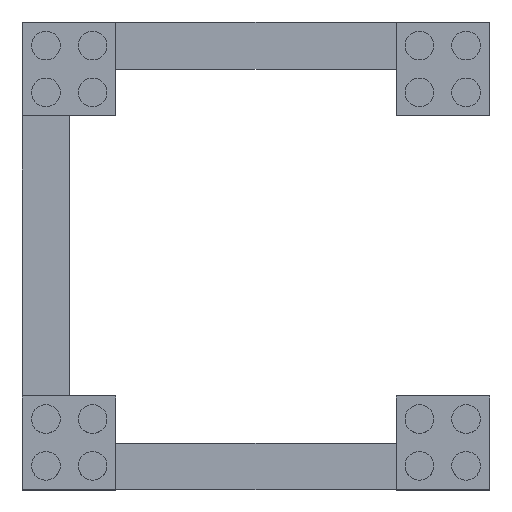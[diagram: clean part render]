
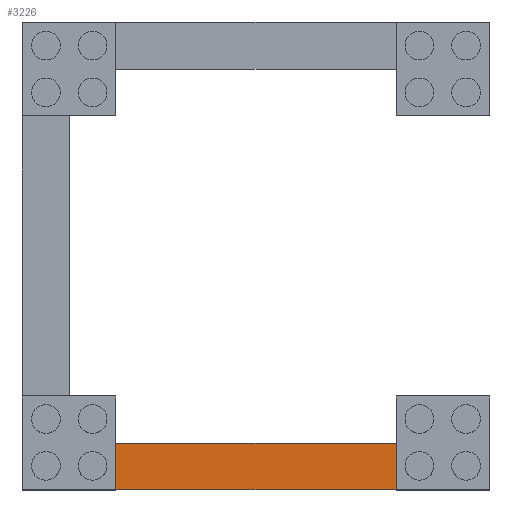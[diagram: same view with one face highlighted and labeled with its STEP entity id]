
A CAD part, top view. The second image highlights one B-rep face of the part: STEP entity #3226.
In plain terms, the highlighted planar face has unit normal (0, 0, 1).
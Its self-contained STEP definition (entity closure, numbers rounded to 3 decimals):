
#240 = PLANE('',#241);
#241 = AXIS2_PLACEMENT_3D('',#242,#243,#244);
#242 = CARTESIAN_POINT('',(-40.,-40.,0.));
#243 = DIRECTION('',(0.,1.,0.));
#244 = DIRECTION('',(1.,0.,0.));
#865 = VERTEX_POINT('',#866);
#866 = CARTESIAN_POINT('',(-24.,-40.,10.));
#880 = PLANE('',#881);
#881 = AXIS2_PLACEMENT_3D('',#882,#883,#884);
#882 = CARTESIAN_POINT('',(-24.,-32.,10.));
#883 = DIRECTION('',(-1.,0.,0.));
#884 = DIRECTION('',(0.,0.,-1.));
#892 = EDGE_CURVE('',#865,#893,#895,.T.);
#893 = VERTEX_POINT('',#894);
#894 = CARTESIAN_POINT('',(24.,-40.,10.));
#895 = SURFACE_CURVE('',#896,(#900,#907),.PCURVE_S1.);
#896 = LINE('',#897,#898);
#897 = CARTESIAN_POINT('',(-24.,-40.,10.));
#898 = VECTOR('',#899,1.);
#899 = DIRECTION('',(1.,0.,0.));
#900 = PCURVE('',#240,#901);
#901 = DEFINITIONAL_REPRESENTATION('',(#902),#906);
#902 = LINE('',#903,#904);
#903 = CARTESIAN_POINT('',(16.,-10.));
#904 = VECTOR('',#905,1.);
#905 = DIRECTION('',(1.,0.));
#906 = ( GEOMETRIC_REPRESENTATION_CONTEXT(2) 
PARAMETRIC_REPRESENTATION_CONTEXT() REPRESENTATION_CONTEXT('2D SPACE',''
  ) );
#907 = PCURVE('',#908,#913);
#908 = PLANE('',#909);
#909 = AXIS2_PLACEMENT_3D('',#910,#911,#912);
#910 = CARTESIAN_POINT('',(-24.,40.,10.));
#911 = DIRECTION('',(0.,0.,1.));
#912 = DIRECTION('',(1.,0.,0.));
#913 = DEFINITIONAL_REPRESENTATION('',(#914),#918);
#914 = LINE('',#915,#916);
#915 = CARTESIAN_POINT('',(0.,-80.));
#916 = VECTOR('',#917,1.);
#917 = DIRECTION('',(1.,0.));
#918 = ( GEOMETRIC_REPRESENTATION_CONTEXT(2) 
PARAMETRIC_REPRESENTATION_CONTEXT() REPRESENTATION_CONTEXT('2D SPACE',''
  ) );
#936 = PLANE('',#937);
#937 = AXIS2_PLACEMENT_3D('',#938,#939,#940);
#938 = CARTESIAN_POINT('',(24.,-24.,10.));
#939 = DIRECTION('',(1.,0.,0.));
#940 = DIRECTION('',(0.,0.,1.));
#3134 = EDGE_CURVE('',#893,#3135,#3137,.T.);
#3135 = VERTEX_POINT('',#3136);
#3136 = CARTESIAN_POINT('',(24.,-32.,10.));
#3137 = SURFACE_CURVE('',#3138,(#3142,#3149),.PCURVE_S1.);
#3138 = LINE('',#3139,#3140);
#3139 = CARTESIAN_POINT('',(24.,-40.,10.));
#3140 = VECTOR('',#3141,1.);
#3141 = DIRECTION('',(0.,1.,0.));
#3142 = PCURVE('',#936,#3143);
#3143 = DEFINITIONAL_REPRESENTATION('',(#3144),#3148);
#3144 = LINE('',#3145,#3146);
#3145 = CARTESIAN_POINT('',(0.,16.));
#3146 = VECTOR('',#3147,1.);
#3147 = DIRECTION('',(0.,-1.));
#3148 = ( GEOMETRIC_REPRESENTATION_CONTEXT(2) 
PARAMETRIC_REPRESENTATION_CONTEXT() REPRESENTATION_CONTEXT('2D SPACE',''
  ) );
#3149 = PCURVE('',#908,#3150);
#3150 = DEFINITIONAL_REPRESENTATION('',(#3151),#3155);
#3151 = LINE('',#3152,#3153);
#3152 = CARTESIAN_POINT('',(48.,-80.));
#3153 = VECTOR('',#3154,1.);
#3154 = DIRECTION('',(0.,1.));
#3155 = ( GEOMETRIC_REPRESENTATION_CONTEXT(2) 
PARAMETRIC_REPRESENTATION_CONTEXT() REPRESENTATION_CONTEXT('2D SPACE',''
  ) );
#3173 = PLANE('',#3174);
#3174 = AXIS2_PLACEMENT_3D('',#3175,#3176,#3177);
#3175 = CARTESIAN_POINT('',(-24.,-32.,10.));
#3176 = DIRECTION('',(0.,-1.,0.));
#3177 = DIRECTION('',(1.,0.,0.));
#3226 = ADVANCED_FACE('',(#3227),#908,.T.);
#3227 = FACE_BOUND('',#3228,.T.);
#3228 = EDGE_LOOP('',(#3229,#3252,#3273,#3274));
#3229 = ORIENTED_EDGE('',*,*,#3230,.F.);
#3230 = EDGE_CURVE('',#3231,#3135,#3233,.T.);
#3231 = VERTEX_POINT('',#3232);
#3232 = CARTESIAN_POINT('',(-24.,-32.,10.));
#3233 = SURFACE_CURVE('',#3234,(#3238,#3245),.PCURVE_S1.);
#3234 = LINE('',#3235,#3236);
#3235 = CARTESIAN_POINT('',(-24.,-32.,10.));
#3236 = VECTOR('',#3237,1.);
#3237 = DIRECTION('',(1.,0.,0.));
#3238 = PCURVE('',#908,#3239);
#3239 = DEFINITIONAL_REPRESENTATION('',(#3240),#3244);
#3240 = LINE('',#3241,#3242);
#3241 = CARTESIAN_POINT('',(0.,-72.));
#3242 = VECTOR('',#3243,1.);
#3243 = DIRECTION('',(1.,0.));
#3244 = ( GEOMETRIC_REPRESENTATION_CONTEXT(2) 
PARAMETRIC_REPRESENTATION_CONTEXT() REPRESENTATION_CONTEXT('2D SPACE',''
  ) );
#3245 = PCURVE('',#3173,#3246);
#3246 = DEFINITIONAL_REPRESENTATION('',(#3247),#3251);
#3247 = LINE('',#3248,#3249);
#3248 = CARTESIAN_POINT('',(0.,0.));
#3249 = VECTOR('',#3250,1.);
#3250 = DIRECTION('',(1.,0.));
#3251 = ( GEOMETRIC_REPRESENTATION_CONTEXT(2) 
PARAMETRIC_REPRESENTATION_CONTEXT() REPRESENTATION_CONTEXT('2D SPACE',''
  ) );
#3252 = ORIENTED_EDGE('',*,*,#3253,.T.);
#3253 = EDGE_CURVE('',#3231,#865,#3254,.T.);
#3254 = SURFACE_CURVE('',#3255,(#3259,#3266),.PCURVE_S1.);
#3255 = LINE('',#3256,#3257);
#3256 = CARTESIAN_POINT('',(-24.,-24.,10.));
#3257 = VECTOR('',#3258,1.);
#3258 = DIRECTION('',(0.,-1.,0.));
#3259 = PCURVE('',#908,#3260);
#3260 = DEFINITIONAL_REPRESENTATION('',(#3261),#3265);
#3261 = LINE('',#3262,#3263);
#3262 = CARTESIAN_POINT('',(0.,-64.));
#3263 = VECTOR('',#3264,1.);
#3264 = DIRECTION('',(0.,-1.));
#3265 = ( GEOMETRIC_REPRESENTATION_CONTEXT(2) 
PARAMETRIC_REPRESENTATION_CONTEXT() REPRESENTATION_CONTEXT('2D SPACE',''
  ) );
#3266 = PCURVE('',#880,#3267);
#3267 = DEFINITIONAL_REPRESENTATION('',(#3268),#3272);
#3268 = LINE('',#3269,#3270);
#3269 = CARTESIAN_POINT('',(0.,-8.));
#3270 = VECTOR('',#3271,1.);
#3271 = DIRECTION('',(0.,1.));
#3272 = ( GEOMETRIC_REPRESENTATION_CONTEXT(2) 
PARAMETRIC_REPRESENTATION_CONTEXT() REPRESENTATION_CONTEXT('2D SPACE',''
  ) );
#3273 = ORIENTED_EDGE('',*,*,#892,.T.);
#3274 = ORIENTED_EDGE('',*,*,#3134,.T.);
